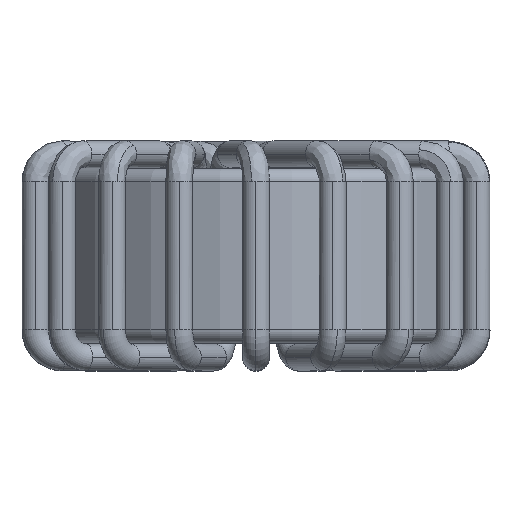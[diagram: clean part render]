
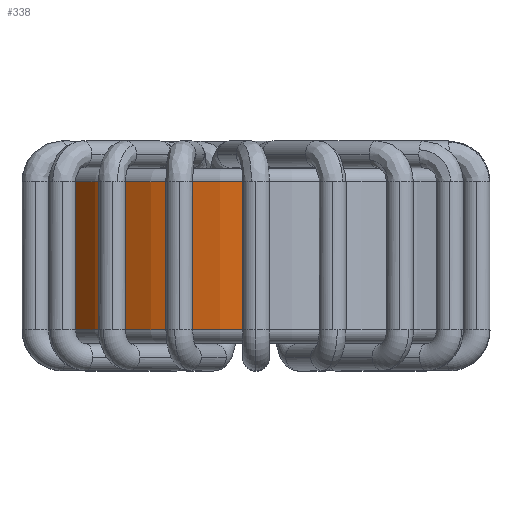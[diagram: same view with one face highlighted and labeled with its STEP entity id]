
A CAD part, top view. The second image highlights one B-rep face of the part: STEP entity #338.
In plain terms, the highlighted cylindrical face has radius 7.8 mm (diameter 15.6 mm), a partial arc.
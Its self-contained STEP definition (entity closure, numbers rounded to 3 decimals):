
#338=ADVANCED_FACE('',(#972),#973,.T.);
#972=FACE_OUTER_BOUND('',#1905,.T.);
#973=CYLINDRICAL_SURFACE('',#1906,7.8);
#1905=EDGE_LOOP('',(#18607,#18608,#18609,#18610));
#1906=AXIS2_PLACEMENT_3D('',#18611,#18612,#18613);
#18607=ORIENTED_EDGE('',*,*,#21526,.F.);
#18608=ORIENTED_EDGE('',*,*,#21527,.T.);
#18609=ORIENTED_EDGE('',*,*,#21528,.F.);
#18610=ORIENTED_EDGE('',*,*,#21529,.T.);
#18611=CARTESIAN_POINT('',(0.0,-3.25,0.0));
#18612=DIRECTION('',(0.0,1.0,-0.0));
#18613=DIRECTION('',(0.0,0.0,1.0));
#21526=EDGE_CURVE('',#22801,#22793,#22802,.T.);
#21527=EDGE_CURVE('',#22801,#22803,#22804,.F.);
#21528=EDGE_CURVE('',#22797,#22803,#22805,.T.);
#21529=EDGE_CURVE('',#22797,#22793,#22806,.T.);
#22793=VERTEX_POINT('',#24713);
#22797=VERTEX_POINT('',#24717);
#22801=VERTEX_POINT('',#24721);
#22802=LINE('',#24722,#24723);
#22803=VERTEX_POINT('',#24724);
#22804=CIRCLE('',#24725,7.8);
#22805=LINE('',#24726,#24727);
#22806=CIRCLE('',#24728,7.8);
#24713=CARTESIAN_POINT('',(0.0,-2.75,7.8));
#24717=CARTESIAN_POINT('',(0.,-2.75,-7.8));
#24721=CARTESIAN_POINT('',(0.0,2.75,7.8));
#24722=CARTESIAN_POINT('',(0.,0.0,7.8));
#24723=VECTOR('',#28919,1.0);
#24724=CARTESIAN_POINT('',(0.,2.75,-7.8));
#24725=AXIS2_PLACEMENT_3D('',#28920,#28921,#28922);
#24726=CARTESIAN_POINT('',(0.,0.0,-7.8));
#24727=VECTOR('',#28923,1.0);
#24728=AXIS2_PLACEMENT_3D('',#28924,#28925,#28926);
#28919=DIRECTION('',(-0.0,-1.0,0.0));
#28920=CARTESIAN_POINT('',(0.0,2.75,0.0));
#28921=DIRECTION('',(0.0,1.0,0.0));
#28922=DIRECTION('',(0.0,0.0,1.0));
#28923=DIRECTION('',(0.0,1.0,0.0));
#28924=CARTESIAN_POINT('',(0.0,-2.75,0.0));
#28925=DIRECTION('',(0.0,1.0,0.0));
#28926=DIRECTION('',(0.0,0.0,1.0));
